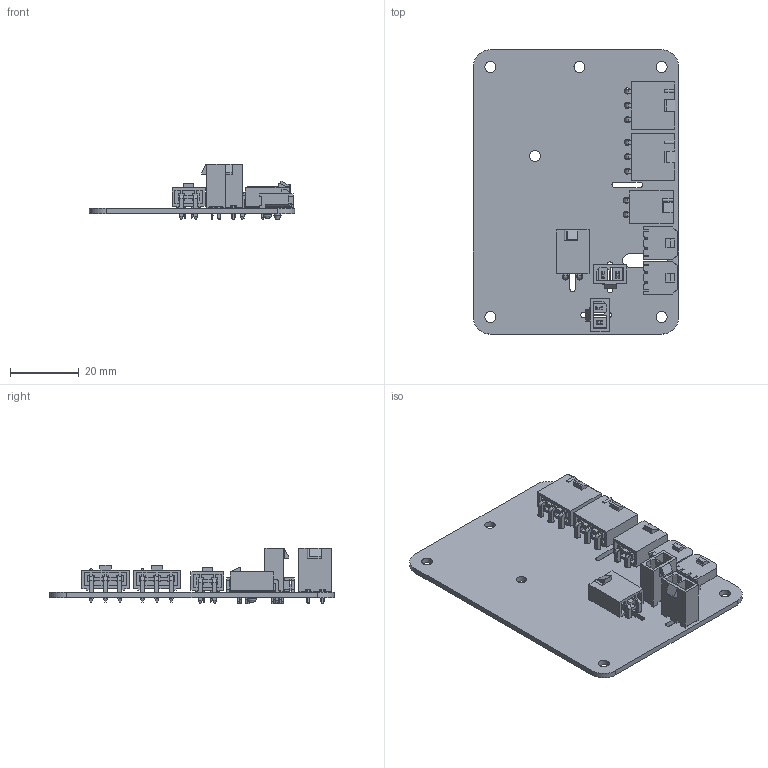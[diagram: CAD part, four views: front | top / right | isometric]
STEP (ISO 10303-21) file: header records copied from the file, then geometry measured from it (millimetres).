
FILE_DESCRIPTION(('KiCad electronic assembly'),'2;1');
FILE_NAME('accumulator_HV_distribution_board.step','2021-03-07T19:36:04' ,('An Author'),('A Company'),'Open CASCADE STEP processor 6.9', 'KiCad to STEP converter','Unknown');
FILE_SCHEMA(('AUTOMOTIVE_DESIGN { 1 0 10303 214 1 1 1 1 }'));
Length unit declared in the file: millimetre
Products named in the file (10): Open CASCADE STEP translator 6.9 1; Wurth-MPC3_angle_2; COMPOUND; Wurth-MPC4_angle_2; Wurth-MPC4_angle_3; Wurth-MPC4_vert_2
Assembly tree (13 placements, depth 3):
  Open CASCADE STEP translator 6.9 1
    Wurth-MPC3_angle_2  x2
      COMPOUND
    Wurth-MPC4_angle_2  x2
      COMPOUND
    Wurth-MPC4_angle_3  x2
      COMPOUND
    Wurth-MPC4_vert_2  x2
      COMPOUND
    COMPOUND
Bounding box: 60 x 83 x 16.3 mm (x, y, z)
Volume: 10815.6 mm3; surface area: 18979.7 mm2
Topology: 27 solids, 27 shells, 1450 faces, 3960 edges, 2576 vertices
Faces by surface type: plane 1228, cylinder 214, cone 4, bspline 4
Full cylindrical faces by diameter (mm): 1.02 x4, 1.4 x4, 1.8 x10, 3 x6, 3.2 x6
Entity records: 52275 total; most frequent: CARTESIAN_POINT 8933, DIRECTION 7966, LINE 5648, VECTOR 5648, ORIENTED_EDGE 4134, PCURVE 4134, DEFINITIONAL_REPRESENTATION 4134, EDGE_CURVE 2067
